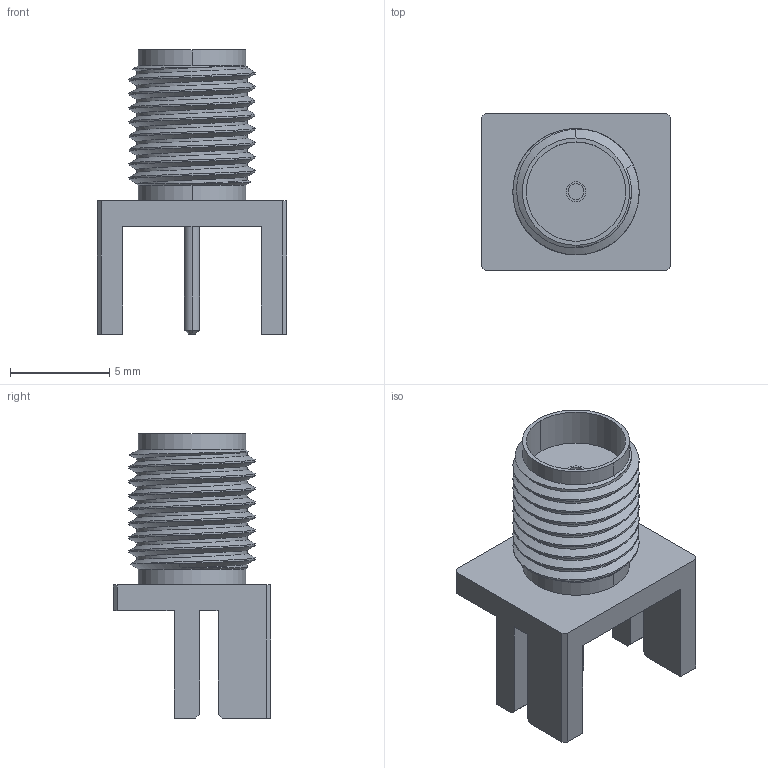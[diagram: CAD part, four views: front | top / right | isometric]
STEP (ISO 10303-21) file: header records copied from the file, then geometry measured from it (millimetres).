
FILE_DESCRIPTION (( 'STEP AP214' ), '1' );
FILE_NAME ('CONSMA020.031-G-ass.STEP', '2021-05-17T18:48:53', ( '' ), ( '' ), 'SwSTEP 2.0', 'SolidWorks 2017', '' );
FILE_SCHEMA (( 'AUTOMOTIVE_DESIGN' ));
Length unit declared in the file: millimetre
Products named in the file (1): CONSMA020.031-G-ass
Bounding box: 9.52 x 7.92 x 14.3 mm (x, y, z)
Volume: 316.8 mm3; surface area: 792.4 mm2
Topology: 4 solids, 4 shells, 83 faces, 207 edges, 136 vertices
Faces by surface type: plane 38, cylinder 36, cone 6, bspline 3
Entity records: 5975 total; most frequent: CARTESIAN_POINT 3083, ORIENTED_EDGE 414, DIRECTION 369, EDGE_CURVE 207, VERTEX_POINT 136, AXIS2_PLACEMENT_3D 125, VECTOR 119, LINE 119
